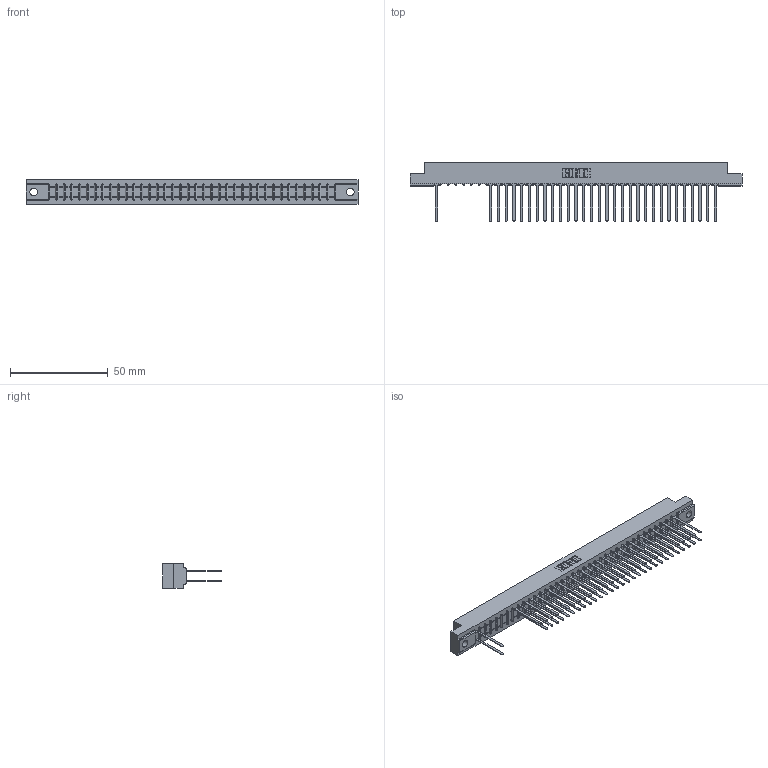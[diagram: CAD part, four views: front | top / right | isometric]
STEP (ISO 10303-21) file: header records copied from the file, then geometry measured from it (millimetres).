
FILE_DESCRIPTION (( 'STEP AP203' ), '1' );
FILE_NAME ('307-074-540-202.STEP', '2018-08-06T16:10:44', ( '' ), ( '' ), 'SwSTEP 2.0', 'SolidWorks 2016', '' );
FILE_SCHEMA (( 'CONFIG_CONTROL_DESIGN' ));
Length unit declared in the file: inch
Products named in the file (3): 307 Part_.128 Dia Mounting Holes; 307-290-001_540; 307-074-540-202
Assembly tree (62 placements, depth 2):
  307-074-540-202
    307 Part_.128 Dia Mounting Holes
    307-290-001_540  x61
Bounding box: 169.62 x 30 x 12.7 mm (x, y, z)
Volume: 18086.2 mm3; surface area: 22759.6 mm2
Topology: 62 solids, 62 shells, 3092 faces, 8669 edges, 5594 vertices
Faces by surface type: plane 2039, cylinder 977, sphere 76
Entity records: 33074 total; most frequent: CARTESIAN_POINT 5464, ORIENTED_EDGE 5426, DIRECTION 5341, EDGE_CURVE 2713, VECTOR 2079, LINE 2079, VERTEX_POINT 1754, AXIS2_PLACEMENT_3D 1631
